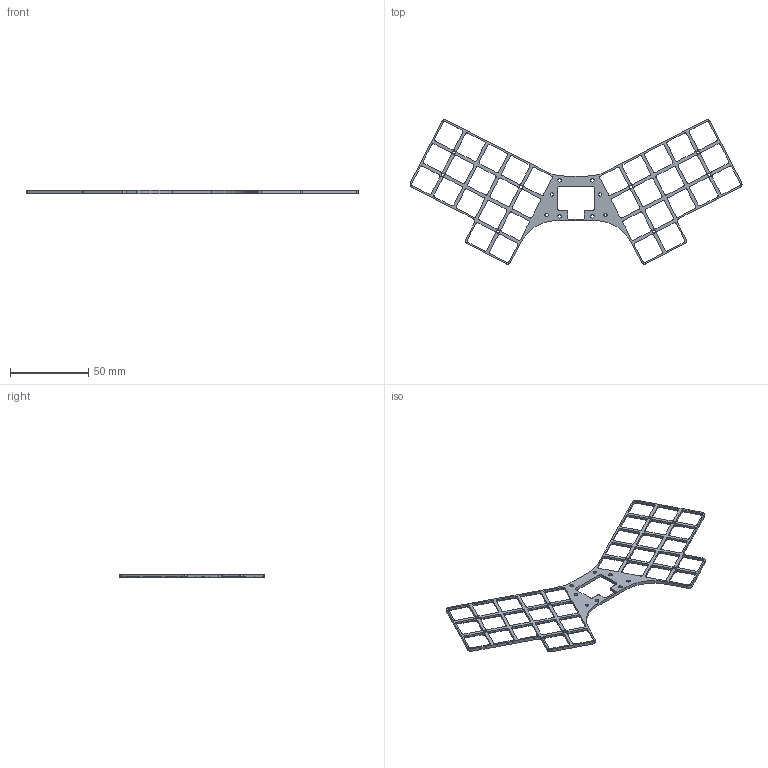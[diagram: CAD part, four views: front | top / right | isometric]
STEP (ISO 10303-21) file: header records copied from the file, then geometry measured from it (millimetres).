
FILE_DESCRIPTION(('HOOPS Exchange Step'),'2;1');
FILE_NAME('temp_export','2026-01-11T08:53:11-05:00',('jscotto'),('Shapr3D Limited'),'HOOPS Exchange 2025.7','Shapr3D','Authorized');
FILE_SCHEMA( ('AP242_MANAGED_MODEL_BASED_3D_ENGINEERING_MIM_LF {1 0 10303 442 1 1 4}') );
Length unit declared in the file: millimetre
Products named in the file (1): Plate
Bounding box: 211.8 x 92.1 x 2 mm (x, y, z)
Volume: 4951.9 mm3; surface area: 11050.1 mm2
Topology: 1 solids, 1 shells, 827 faces, 2481 edges, 1662 vertices
Faces by surface type: cylinder 489, plane 338
Full cylindrical faces by diameter (mm): 2.1 x8, 2.2 x8
Entity records: 28633 total; most frequent: DIRECTION 5205, CARTESIAN_POINT 4972, ORIENTED_EDGE 4962, EDGE_CURVE 2481, AXIS2_PLACEMENT_3D 1895, VERTEX_POINT 1662, VECTOR 1415, LINE 1415
